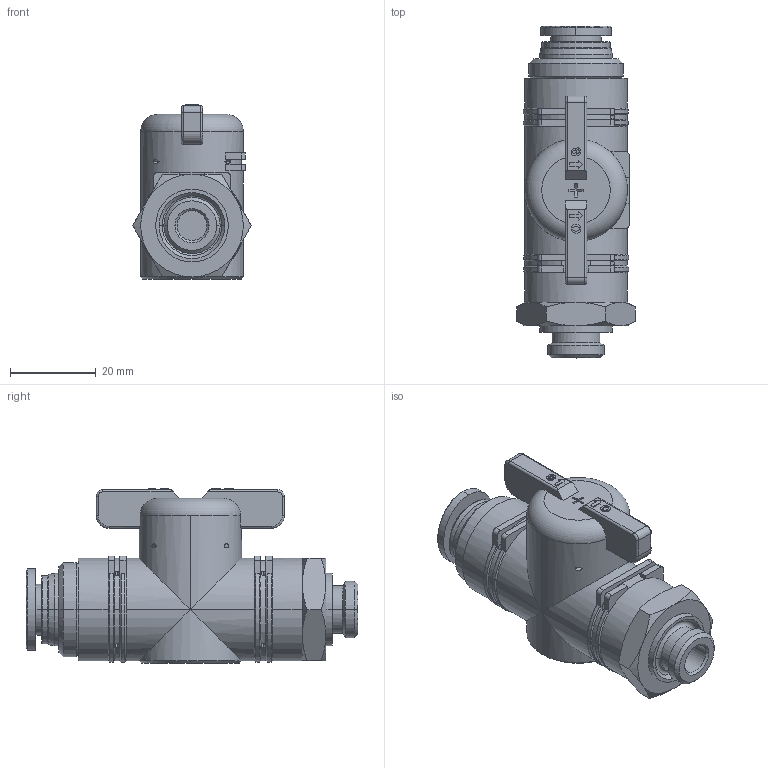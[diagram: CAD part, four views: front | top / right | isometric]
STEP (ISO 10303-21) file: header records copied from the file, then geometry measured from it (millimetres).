
FILE_DESCRIPTION((''),'2;1');
FILE_NAME('BC6010G02-mdt.stp','2017-07-24T18:53:15',(''),(''),'Mechanical Desktop 2009','Mechanical Desktop 2009',', , ');
FILE_SCHEMA(('CONFIG_CONTROL_DESIGN'));
Length unit declared in the file: millimetre
Products named in the file (3): BC6010G02-MDT; PART1; BC601002-MDT
Assembly tree (2 placements, depth 2):
  BC6010G02-MDT
    PART1
    BC601002-MDT
Bounding box: 27.71 x 77.6 x 40.7 mm (x, y, z)
Volume: 42297.9 mm3; surface area: 12027.1 mm2
Topology: 2 solids, 4 shells, 399 faces, 1012 edges, 646 vertices
Faces by surface type: plane 221, cylinder 111, cone 44, torus 18, bspline 5
Entity records: 13517 total; most frequent: CARTESIAN_POINT 3833, ORIENTED_EDGE 2020, DIRECTION 1958, EDGE_CURVE 1010, AXIS2_PLACEMENT_3D 655, VECTOR 648, LINE 648, VERTEX_POINT 646
